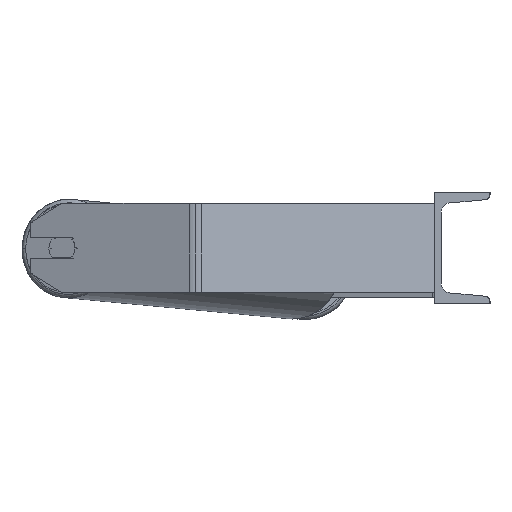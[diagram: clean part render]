
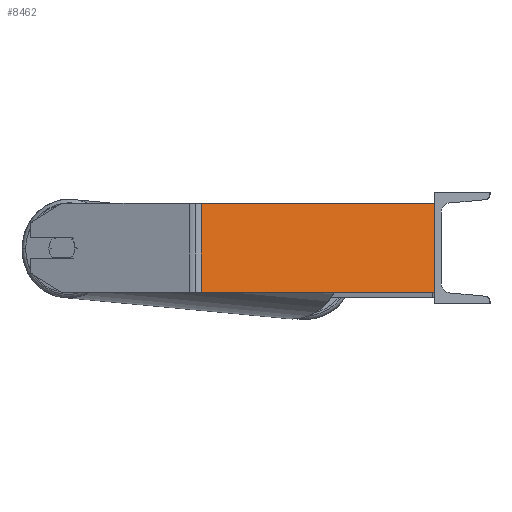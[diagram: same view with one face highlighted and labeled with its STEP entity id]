
A CAD part, left-side view. The second image highlights one B-rep face of the part: STEP entity #8462.
In plain terms, the highlighted planar face has unit normal (-0.94, -0.342, 0).
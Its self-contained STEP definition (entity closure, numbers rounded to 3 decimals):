
#103 = CARTESIAN_POINT ( 'NONE',  ( -961.343, 209.749, -40. ) ) ;
#349 = ORIENTED_EDGE ( 'NONE', *, *, #4067, .F. ) ;
#555 = VECTOR ( 'NONE', #8511, 1000. ) ;
#600 = ORIENTED_EDGE ( 'NONE', *, *, #4263, .F. ) ;
#677 = VERTEX_POINT ( 'NONE', #4321 ) ;
#736 = LINE ( 'NONE', #8480, #6833 ) ;
#974 = VECTOR ( 'NONE', #5978, 1000. ) ;
#1031 = CARTESIAN_POINT ( 'NONE',  ( -963.334, 215.222, 40. ) ) ;
#1063 = ORIENTED_EDGE ( 'NONE', *, *, #7426, .T. ) ;
#1997 = CARTESIAN_POINT ( 'NONE',  ( -961.343, 209.749, 40. ) ) ;
#2168 = EDGE_LOOP ( 'NONE', ( #1063, #600, #349, #2701 ) ) ;
#2176 = LINE ( 'NONE', #5827, #7204 ) ;
#2300 = VERTEX_POINT ( 'NONE', #1997 ) ;
#2701 = ORIENTED_EDGE ( 'NONE', *, *, #3390, .T. ) ;
#3390 = EDGE_CURVE ( 'NONE', #2300, #6159, #736, .T. ) ;
#4067 = EDGE_CURVE ( 'NONE', #2300, #5372, #7515, .T. ) ;
#4263 = EDGE_CURVE ( 'NONE', #5372, #677, #2176, .T. ) ;
#4303 = DIRECTION ( 'NONE',  ( 0., 0., -1. ) ) ;
#4321 = CARTESIAN_POINT ( 'NONE',  ( -885., 0., -40. ) ) ;
#5078 = LINE ( 'NONE', #7901, #555 ) ;
#5303 = AXIS2_PLACEMENT_3D ( 'NONE', #8770, #8724, #8032 ) ;
#5372 = VERTEX_POINT ( 'NONE', #8745 ) ;
#5827 = CARTESIAN_POINT ( 'NONE',  ( -885., 0., 40. ) ) ;
#5978 = DIRECTION ( 'NONE',  ( 0.342, -0.94, 0. ) ) ;
#6159 = VERTEX_POINT ( 'NONE', #103 ) ;
#6613 = FACE_OUTER_BOUND ( 'NONE', #2168, .T. ) ;
#6833 = VECTOR ( 'NONE', #4303, 1000. ) ;
#7204 = VECTOR ( 'NONE', #8607, 1000. ) ;
#7426 = EDGE_CURVE ( 'NONE', #6159, #677, #5078, .T. ) ;
#7515 = LINE ( 'NONE', #1031, #974 ) ;
#7901 = CARTESIAN_POINT ( 'NONE',  ( -963.334, 215.222, -40. ) ) ;
#8032 = DIRECTION ( 'NONE',  ( -0.342, 0.94, 0. ) ) ;
#8123 = PLANE ( 'NONE',  #5303 ) ;
#8462 = ADVANCED_FACE ( 'NONE', ( #6613 ), #8123, .F. ) ;
#8480 = CARTESIAN_POINT ( 'NONE',  ( -961.343, 209.749, 40. ) ) ;
#8511 = DIRECTION ( 'NONE',  ( 0.342, -0.94, 0. ) ) ;
#8607 = DIRECTION ( 'NONE',  ( 0., 0., -1. ) ) ;
#8724 = DIRECTION ( 'NONE',  ( 0.94, 0.342, 0. ) ) ;
#8745 = CARTESIAN_POINT ( 'NONE',  ( -885., 0., 40. ) ) ;
#8770 = CARTESIAN_POINT ( 'NONE',  ( -963.334, 215.222, 40. ) ) ;
